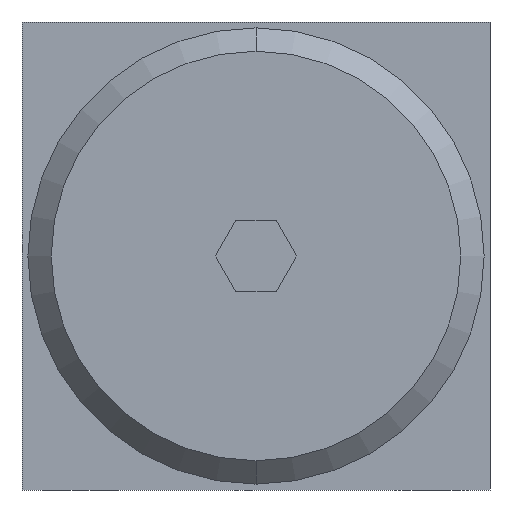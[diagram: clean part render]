
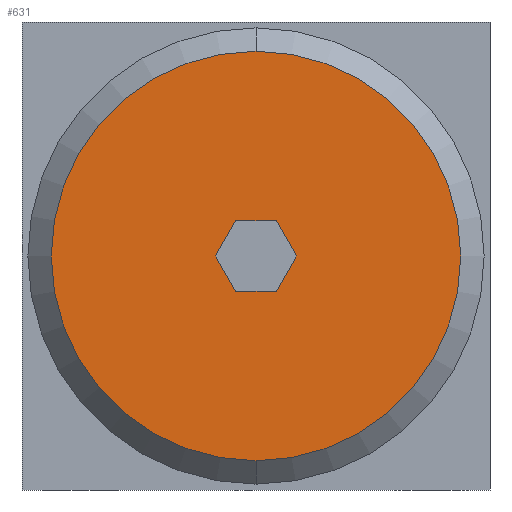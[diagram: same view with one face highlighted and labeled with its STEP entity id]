
A CAD part, front view. The second image highlights one B-rep face of the part: STEP entity #631.
In plain terms, the highlighted planar face has unit normal (0, -1, 0).
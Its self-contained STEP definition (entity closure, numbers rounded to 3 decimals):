
#25 = CARTESIAN_POINT ( 'NONE',  ( -18.268, -4.5, 23. ) ) ;
#26 = DIRECTION ( 'NONE',  ( -1., 0., 0. ) ) ;
#27 = VECTOR ( 'NONE', #26, 1000. ) ;
#28 = CARTESIAN_POINT ( 'NONE',  ( -18.268, -4.5, 23. ) ) ;
#29 = LINE ( 'NONE', #28, #27 ) ;
#30 = DIRECTION ( 'NONE',  ( -0.5, 0., 0.866 ) ) ;
#31 = VECTOR ( 'NONE', #30, 1000. ) ;
#32 = CARTESIAN_POINT ( 'NONE',  ( -16.536, -4.5, 20. ) ) ;
#33 = LINE ( 'NONE', #32, #31 ) ;
#59 = CARTESIAN_POINT ( 'NONE',  ( -23.464, -4.5, 20. ) ) ;
#60 = DIRECTION ( 'NONE',  ( 0.5, 0., -0.866 ) ) ;
#61 = VECTOR ( 'NONE', #60, 1000. ) ;
#62 = CARTESIAN_POINT ( 'NONE',  ( -23.464, -4.5, 20. ) ) ;
#63 = LINE ( 'NONE', #62, #61 ) ;
#159 = EDGE_CURVE ( 'NONE', #160, #219, #874, .T. ) ;
#160 = VERTEX_POINT ( 'NONE', #869 ) ;
#219 = VERTEX_POINT ( 'NONE', #1192 ) ;
#518 = ORIENTED_EDGE ( 'NONE', *, *, #545, .T. ) ;
#519 = ORIENTED_EDGE ( 'NONE', *, *, #680, .F. ) ;
#543 = ORIENTED_EDGE ( 'NONE', *, *, #711, .F. ) ;
#544 = VERTEX_POINT ( 'NONE', #1476 ) ;
#545 = EDGE_CURVE ( 'NONE', #219, #160, #1475, .T. ) ;
#546 = ORIENTED_EDGE ( 'NONE', *, *, #159, .T. ) ;
#631 = ADVANCED_FACE ( 'NONE', ( #1777, #1776 ), #1775, .T. ) ;
#632 = EDGE_LOOP ( 'NONE', ( #633, #637, #519, #712, #543, #715 ) ) ;
#633 = ORIENTED_EDGE ( 'NONE', *, *, #634, .F. ) ;
#634 = EDGE_CURVE ( 'NONE', #635, #636, #1756, .T. ) ;
#635 = VERTEX_POINT ( 'NONE', #1752 ) ;
#636 = VERTEX_POINT ( 'NONE', #1751 ) ;
#637 = ORIENTED_EDGE ( 'NONE', *, *, #696, .F. ) ;
#640 = EDGE_CURVE ( 'NONE', #636, #544, #1745, .T. ) ;
#641 = EDGE_LOOP ( 'NONE', ( #518, #546 ) ) ;
#679 = VERTEX_POINT ( 'NONE', #1710 ) ;
#680 = EDGE_CURVE ( 'NONE', #679, #697, #1709, .T. ) ;
#696 = EDGE_CURVE ( 'NONE', #697, #635, #63, .T. ) ;
#697 = VERTEX_POINT ( 'NONE', #59 ) ;
#711 = EDGE_CURVE ( 'NONE', #544, #714, #33, .T. ) ;
#712 = ORIENTED_EDGE ( 'NONE', *, *, #713, .F. ) ;
#713 = EDGE_CURVE ( 'NONE', #714, #679, #29, .T. ) ;
#714 = VERTEX_POINT ( 'NONE', #25 ) ;
#715 = ORIENTED_EDGE ( 'NONE', *, *, #640, .F. ) ;
#869 = CARTESIAN_POINT ( 'NONE',  ( -20., -4.5, 2.5 ) ) ;
#870 = DIRECTION ( 'NONE',  ( 1., 0., 0. ) ) ;
#871 = DIRECTION ( 'NONE',  ( 0., -1., 0. ) ) ;
#872 = CARTESIAN_POINT ( 'NONE',  ( -20., -4.5, 20. ) ) ;
#873 = AXIS2_PLACEMENT_3D ( 'NONE', #872, #871, #870 ) ;
#874 = CIRCLE ( 'NONE', #873, 17.5 ) ;
#1192 = CARTESIAN_POINT ( 'NONE',  ( -20., -4.5, 37.5 ) ) ;
#1471 = DIRECTION ( 'NONE',  ( 1., 0., 0. ) ) ;
#1472 = DIRECTION ( 'NONE',  ( 0., -1., 0. ) ) ;
#1473 = CARTESIAN_POINT ( 'NONE',  ( -20., -4.5, 20. ) ) ;
#1474 = AXIS2_PLACEMENT_3D ( 'NONE', #1473, #1472, #1471 ) ;
#1475 = CIRCLE ( 'NONE', #1474, 17.5 ) ;
#1476 = CARTESIAN_POINT ( 'NONE',  ( -16.536, -4.5, 20. ) ) ;
#1706 = DIRECTION ( 'NONE',  ( -0.5, 0., -0.866 ) ) ;
#1707 = VECTOR ( 'NONE', #1706, 1000. ) ;
#1708 = CARTESIAN_POINT ( 'NONE',  ( -21.732, -4.5, 23. ) ) ;
#1709 = LINE ( 'NONE', #1708, #1707 ) ;
#1710 = CARTESIAN_POINT ( 'NONE',  ( -21.732, -4.5, 23. ) ) ;
#1742 = DIRECTION ( 'NONE',  ( 0.5, 0., 0.866 ) ) ;
#1743 = VECTOR ( 'NONE', #1742, 1000. ) ;
#1744 = CARTESIAN_POINT ( 'NONE',  ( -18.268, -4.5, 17. ) ) ;
#1745 = LINE ( 'NONE', #1744, #1743 ) ;
#1751 = CARTESIAN_POINT ( 'NONE',  ( -18.268, -4.5, 17. ) ) ;
#1752 = CARTESIAN_POINT ( 'NONE',  ( -21.732, -4.5, 17. ) ) ;
#1753 = DIRECTION ( 'NONE',  ( 1., 0., 0. ) ) ;
#1754 = VECTOR ( 'NONE', #1753, 1000. ) ;
#1755 = CARTESIAN_POINT ( 'NONE',  ( -21.732, -4.5, 17. ) ) ;
#1756 = LINE ( 'NONE', #1755, #1754 ) ;
#1757 = DIRECTION ( 'NONE',  ( 1., 0., 0. ) ) ;
#1758 = DIRECTION ( 'NONE',  ( 0., -1., 0. ) ) ;
#1773 = CARTESIAN_POINT ( 'NONE',  ( -20., -4.5, 20. ) ) ;
#1774 = AXIS2_PLACEMENT_3D ( 'NONE', #1773, #1758, #1757 ) ;
#1775 = PLANE ( 'NONE',  #1774 ) ;
#1776 = FACE_OUTER_BOUND ( 'NONE', #641, .T. ) ;
#1777 = FACE_BOUND ( 'NONE', #632, .T. ) ;
